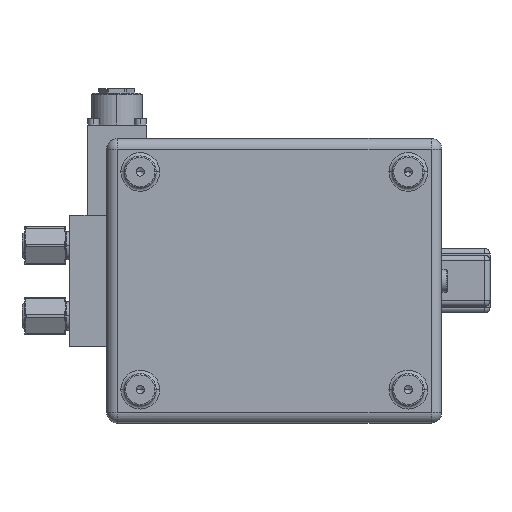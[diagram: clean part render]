
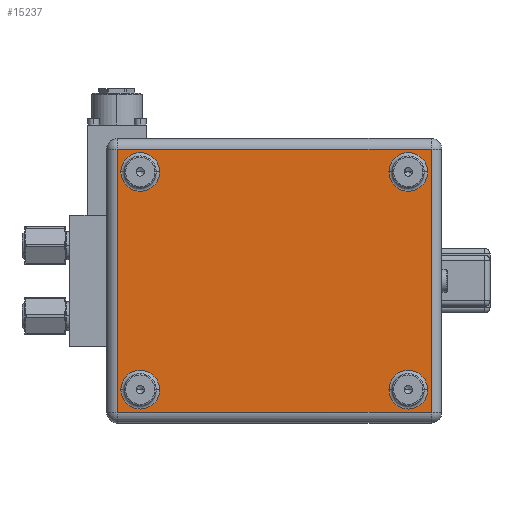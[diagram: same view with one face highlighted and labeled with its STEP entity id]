
A CAD part, front view. The second image highlights one B-rep face of the part: STEP entity #15237.
In plain terms, the highlighted planar face has unit normal (0, -1, 0).
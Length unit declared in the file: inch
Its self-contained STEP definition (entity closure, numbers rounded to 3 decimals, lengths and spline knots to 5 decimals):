
#3535=DIRECTION('',(0.,0.,-1.));
#3536=VECTOR('',#3535,6.19);
#3537=CARTESIAN_POINT('',(-3.687,0.15,3.095));
#3538=LINE('',#3537,#3536);
#3595=CARTESIAN_POINT('',(3.1495,0.15,-2.559));
#3596=DIRECTION('',(0.,-1.,0.));
#3597=DIRECTION('',(1.,0.,0.));
#3598=AXIS2_PLACEMENT_3D('',#3595,#3596,#3597);
#3600=CARTESIAN_POINT('',(3.1495,0.15,-2.559));
#3601=DIRECTION('',(0.,-1.,0.));
#3602=DIRECTION('',(-1.,0.,0.));
#3603=AXIS2_PLACEMENT_3D('',#3600,#3601,#3602);
#3605=CARTESIAN_POINT('',(-3.1495,0.15,-2.559));
#3606=DIRECTION('',(0.,-1.,0.));
#3607=DIRECTION('',(1.,0.,0.));
#3608=AXIS2_PLACEMENT_3D('',#3605,#3606,#3607);
#3610=CARTESIAN_POINT('',(-3.1495,0.15,-2.559));
#3611=DIRECTION('',(0.,-1.,0.));
#3612=DIRECTION('',(-1.,0.,0.));
#3613=AXIS2_PLACEMENT_3D('',#3610,#3611,#3612);
#3615=CARTESIAN_POINT('',(3.1495,0.15,2.559));
#3616=DIRECTION('',(0.,-1.,0.));
#3617=DIRECTION('',(-1.,0.,0.));
#3618=AXIS2_PLACEMENT_3D('',#3615,#3616,#3617);
#3620=CARTESIAN_POINT('',(3.1495,0.15,2.559));
#3621=DIRECTION('',(0.,-1.,0.));
#3622=DIRECTION('',(1.,0.,0.));
#3623=AXIS2_PLACEMENT_3D('',#3620,#3621,#3622);
#3625=CARTESIAN_POINT('',(-3.1495,0.15,2.559));
#3626=DIRECTION('',(0.,-1.,0.));
#3627=DIRECTION('',(-1.,0.,0.));
#3628=AXIS2_PLACEMENT_3D('',#3625,#3626,#3627);
#3630=CARTESIAN_POINT('',(-3.1495,0.15,2.559));
#3631=DIRECTION('',(0.,-1.,0.));
#3632=DIRECTION('',(1.,0.,0.));
#3633=AXIS2_PLACEMENT_3D('',#3630,#3631,#3632);
#3635=DIRECTION('',(-1.,0.,0.));
#3636=VECTOR('',#3635,7.374);
#3637=CARTESIAN_POINT('',(3.687,0.15,3.095));
#3638=LINE('',#3637,#3636);
#3887=DIRECTION('',(0.,0.,1.));
#3888=VECTOR('',#3887,6.19);
#3889=CARTESIAN_POINT('',(3.687,0.15,-3.095));
#3890=LINE('',#3889,#3888);
#3960=DIRECTION('',(1.,0.,0.));
#3961=VECTOR('',#3960,7.374);
#3962=CARTESIAN_POINT('',(-3.687,0.15,-3.095));
#3963=LINE('',#3962,#3961);
#9026=CARTESIAN_POINT('',(3.687,0.15,3.095));
#9027=CARTESIAN_POINT('',(-3.687,0.15,3.095));
#9028=VERTEX_POINT('',#9026);
#9029=VERTEX_POINT('',#9027);
#9032=CARTESIAN_POINT('',(-3.687,0.15,-3.095));
#9033=VERTEX_POINT('',#9032);
#9056=CARTESIAN_POINT('',(3.687,0.15,-3.095));
#9057=VERTEX_POINT('',#9056);
#9118=CARTESIAN_POINT('',(3.6045,0.15,-2.559));
#9119=CARTESIAN_POINT('',(2.6945,0.15,-2.559));
#9120=VERTEX_POINT('',#9118);
#9121=VERTEX_POINT('',#9119);
#9154=CARTESIAN_POINT('',(-2.6945,0.15,-2.559));
#9155=CARTESIAN_POINT('',(-3.6045,0.15,-2.559));
#9156=VERTEX_POINT('',#9154);
#9157=VERTEX_POINT('',#9155);
#9190=CARTESIAN_POINT('',(2.6945,0.15,2.559));
#9191=CARTESIAN_POINT('',(3.6045,0.15,2.559));
#9192=VERTEX_POINT('',#9190);
#9193=VERTEX_POINT('',#9191);
#9206=CARTESIAN_POINT('',(-3.6045,0.15,2.559));
#9207=CARTESIAN_POINT('',(-2.6945,0.15,2.559));
#9208=VERTEX_POINT('',#9206);
#9209=VERTEX_POINT('',#9207);
#15199=CARTESIAN_POINT('',(0.,0.15,0.));
#15200=DIRECTION('',(0.,1.,0.));
#15201=DIRECTION('',(1.,0.,0.));
#15202=AXIS2_PLACEMENT_3D('',#15199,#15200,#15201);
#15203=PLANE('',#15202);
#15205=ORIENTED_EDGE('',*,*,#15204,.F.);
#15207=ORIENTED_EDGE('',*,*,#15206,.F.);
#15209=ORIENTED_EDGE('',*,*,#15208,.F.);
#15210=ORIENTED_EDGE('',*,*,#15189,.F.);
#15211=EDGE_LOOP('',(#15205,#15207,#15209,#15210));
#15212=FACE_OUTER_BOUND('',#15211,.F.);
#15214=ORIENTED_EDGE('',*,*,#15213,.T.);
#15216=ORIENTED_EDGE('',*,*,#15215,.T.);
#15217=EDGE_LOOP('',(#15214,#15216));
#15218=FACE_BOUND('',#15217,.F.);
#15220=ORIENTED_EDGE('',*,*,#15219,.T.);
#15222=ORIENTED_EDGE('',*,*,#15221,.T.);
#15223=EDGE_LOOP('',(#15220,#15222));
#15224=FACE_BOUND('',#15223,.F.);
#15226=ORIENTED_EDGE('',*,*,#15225,.T.);
#15228=ORIENTED_EDGE('',*,*,#15227,.T.);
#15229=EDGE_LOOP('',(#15226,#15228));
#15230=FACE_BOUND('',#15229,.F.);
#15232=ORIENTED_EDGE('',*,*,#15231,.T.);
#15234=ORIENTED_EDGE('',*,*,#15233,.T.);
#15235=EDGE_LOOP('',(#15232,#15234));
#15236=FACE_BOUND('',#15235,.F.);
#15237=ADVANCED_FACE('',(#15212,#15218,#15224,#15230,#15236),#15203,.F.);
#3599=CIRCLE('',#3598,0.455);
#3604=CIRCLE('',#3603,0.455);
#3609=CIRCLE('',#3608,0.455);
#3614=CIRCLE('',#3613,0.455);
#3619=CIRCLE('',#3618,0.455);
#3624=CIRCLE('',#3623,0.455);
#3629=CIRCLE('',#3628,0.455);
#3634=CIRCLE('',#3633,0.455);
#15189=EDGE_CURVE('',#9029,#9033,#3538,.T.);
#15204=EDGE_CURVE('',#9028,#9029,#3638,.T.);
#15206=EDGE_CURVE('',#9057,#9028,#3890,.T.);
#15208=EDGE_CURVE('',#9033,#9057,#3963,.T.);
#15213=EDGE_CURVE('',#9120,#9121,#3599,.T.);
#15215=EDGE_CURVE('',#9121,#9120,#3604,.T.);
#15219=EDGE_CURVE('',#9156,#9157,#3609,.T.);
#15221=EDGE_CURVE('',#9157,#9156,#3614,.T.);
#15225=EDGE_CURVE('',#9192,#9193,#3619,.T.);
#15227=EDGE_CURVE('',#9193,#9192,#3624,.T.);
#15231=EDGE_CURVE('',#9208,#9209,#3629,.T.);
#15233=EDGE_CURVE('',#9209,#9208,#3634,.T.);
